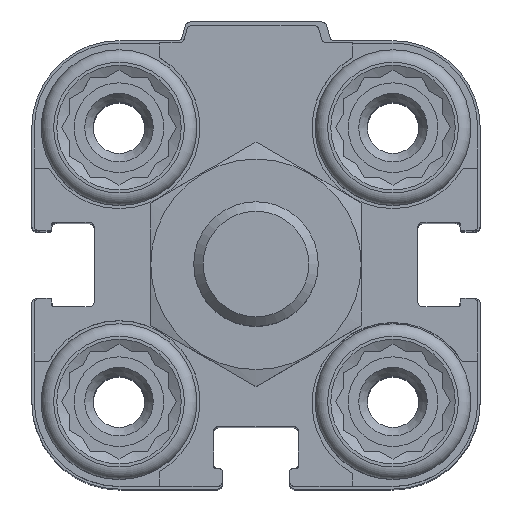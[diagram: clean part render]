
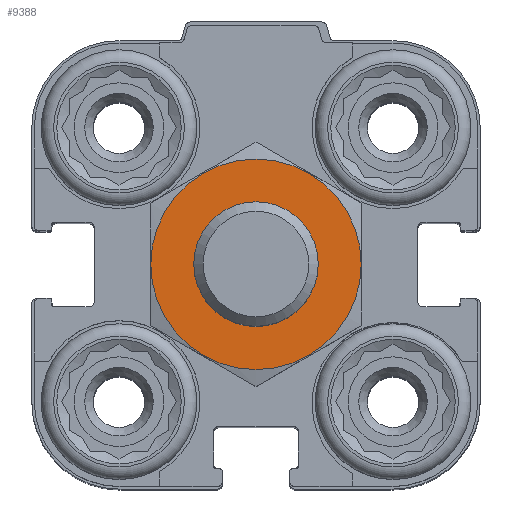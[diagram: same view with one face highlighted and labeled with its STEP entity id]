
A CAD part, top view. The second image highlights one B-rep face of the part: STEP entity #9388.
In plain terms, the highlighted face is planar.
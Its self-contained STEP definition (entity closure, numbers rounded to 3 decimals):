
#2023=PLANE('',#10255);
#4959=ORIENTED_EDGE('',*,*,#6302,.F.);
#4960=ORIENTED_EDGE('',*,*,#6303,.T.);
#6302=EDGE_CURVE('',#7217,#7217,#7532,.T.);
#6303=EDGE_CURVE('',#7218,#7218,#7533,.T.);
#7217=VERTEX_POINT('',#16045);
#7218=VERTEX_POINT('',#16047);
#7532=CIRCLE('',#10256,8.45);
#7533=CIRCLE('',#10257,5.);
#8170=EDGE_LOOP('',(#4959));
#8171=EDGE_LOOP('',(#4960));
#8824=FACE_BOUND('',#8170,.T.);
#8825=FACE_BOUND('',#8171,.T.);
#9388=ADVANCED_FACE('',(#8824,#8825),#2023,.F.);
#10255=AXIS2_PLACEMENT_3D('',#16043,#12715,#12716);
#10256=AXIS2_PLACEMENT_3D('',#16044,#12717,#12718);
#10257=AXIS2_PLACEMENT_3D('',#16046,#12719,#12720);
#12715=DIRECTION('',(0.,-1.,0.));
#12716=DIRECTION('',(0.,0.,-1.));
#12717=DIRECTION('',(0.,-1.,0.));
#12718=DIRECTION('',(0.,0.,-1.));
#12719=DIRECTION('',(0.,-1.,0.));
#12720=DIRECTION('',(0.,0.,-1.));
#16043=CARTESIAN_POINT('',(0.,0.,0.));
#16044=CARTESIAN_POINT('',(0.,0.,0.));
#16045=CARTESIAN_POINT('',(0.,0.,-8.45));
#16046=CARTESIAN_POINT('',(0.,0.,0.));
#16047=CARTESIAN_POINT('',(0.,0.,-5.));
